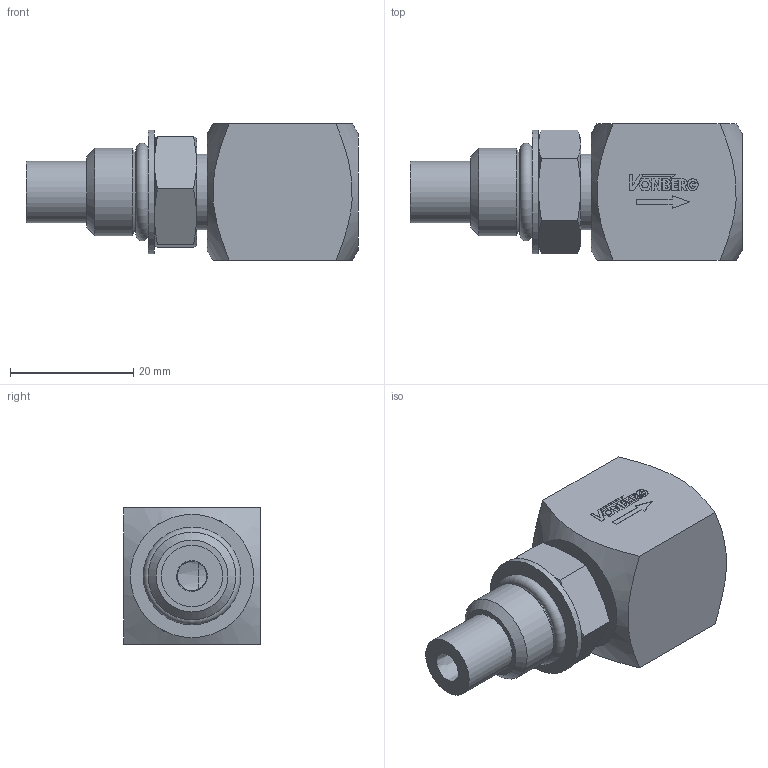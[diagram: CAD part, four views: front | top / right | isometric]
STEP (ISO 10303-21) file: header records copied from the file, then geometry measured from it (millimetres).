
FILE_DESCRIPTION((''),'2;1');
FILE_NAME('8402.stp','2015-02-17T15:12:08',('jml'),(''),'Autodesk Inventor 2010','Autodesk Inventor 2010','');
FILE_SCHEMA(('AUTOMOTIVE_DESIGN { 1 0 10303 214 1 1 1 1 }'));
Length unit declared in the file: inch
Products named in the file (5): 8302; 221149; 906 O-RING; 990232; 990233
Assembly tree (4 placements, depth 2):
  8302
    221149
    906 O-RING
    990232
    990233
Bounding box: 53.98 x 22.23 x 22.23 mm (x, y, z)
Volume: 13900.3 mm3; surface area: 6919.7 mm2
Topology: 4 solids, 4 shells, 150 faces, 370 edges, 240 vertices
Faces by surface type: plane 101, cone 22, cylinder 21, bspline 5, torus 1
Full cylindrical faces by diameter (mm): 1.044 x1, 9.982 x1, 12.294 x2, 14.275 x2, 20.066 x1
Entity records: 4530 total; most frequent: CARTESIAN_POINT 915, DIRECTION 682, ORIENTED_EDGE 676, EDGE_CURVE 338, VECTOR 234, LINE 234, VERTEX_POINT 230, AXIS2_PLACEMENT_3D 224
